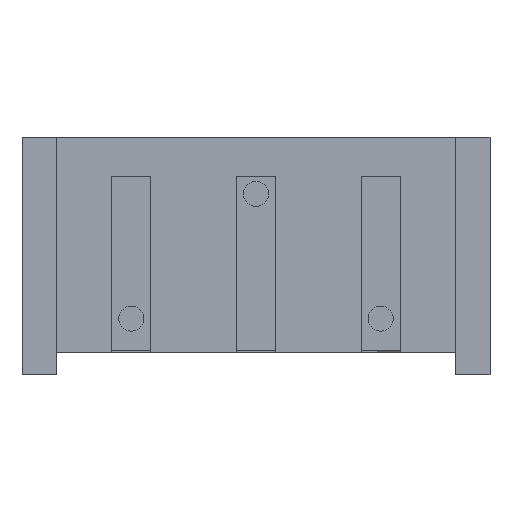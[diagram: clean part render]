
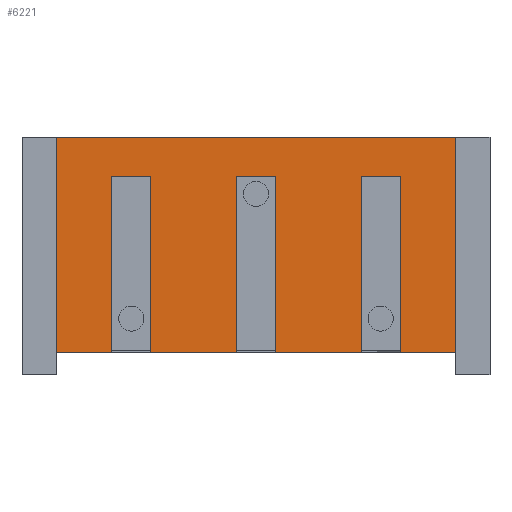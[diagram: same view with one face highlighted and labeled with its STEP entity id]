
A CAD part, front view. The second image highlights one B-rep face of the part: STEP entity #6221.
In plain terms, the highlighted planar face has unit normal (0, -1, 0).
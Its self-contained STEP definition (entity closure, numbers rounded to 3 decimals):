
#385 = CARTESIAN_POINT ( 'NONE',  ( 4.765, 0.7, 2.415 ) ) ;
#440 = VECTOR ( 'NONE', #18502, 1000. ) ;
#444 = LINE ( 'NONE', #12236, #15465 ) ;
#446 = PLANE ( 'NONE',  #13826 ) ;
#513 = DIRECTION ( 'NONE',  ( 0., 0., 1. ) ) ;
#618 = VERTEX_POINT ( 'NONE', #16704 ) ;
#628 = VERTEX_POINT ( 'NONE', #17859 ) ;
#846 = CARTESIAN_POINT ( 'NONE',  ( 2.94, 0.7, -1.955 ) ) ;
#1088 = EDGE_CURVE ( 'NONE', #4509, #16780, #15462, .T. ) ;
#1179 = VERTEX_POINT ( 'NONE', #6614 ) ;
#1201 = VECTOR ( 'NONE', #6707, 1000. ) ;
#1369 = VECTOR ( 'NONE', #11911, 1000. ) ;
#1447 = VECTOR ( 'NONE', #17750, 1000. ) ;
#1591 = CARTESIAN_POINT ( 'NONE',  ( 2.14, 0.7, 2.415 ) ) ;
#1676 = CARTESIAN_POINT ( 'NONE',  ( 4.065, 0.7, 1.615 ) ) ;
#1724 = LINE ( 'NONE', #2946, #9510 ) ;
#1729 = CARTESIAN_POINT ( 'NONE',  ( -4.065, 0.7, -1.955 ) ) ;
#1775 = LINE ( 'NONE', #2622, #5683 ) ;
#1838 = DIRECTION ( 'NONE',  ( 1., 0., 0. ) ) ;
#1912 = CARTESIAN_POINT ( 'NONE',  ( -2.14, 0.7, 2.415 ) ) ;
#1952 = ORIENTED_EDGE ( 'NONE', *, *, #13002, .F. ) ;
#2525 = EDGE_CURVE ( 'NONE', #17111, #16955, #12959, .T. ) ;
#2529 = EDGE_CURVE ( 'NONE', #9033, #14540, #5708, .T. ) ;
#2622 = CARTESIAN_POINT ( 'NONE',  ( 0., 0.7, -1.955 ) ) ;
#2638 = VECTOR ( 'NONE', #4749, 1000. ) ;
#2946 = CARTESIAN_POINT ( 'NONE',  ( 4.065, 0.7, 2.415 ) ) ;
#3205 = VERTEX_POINT ( 'NONE', #18638 ) ;
#3354 = EDGE_CURVE ( 'NONE', #618, #13187, #18130, .T. ) ;
#3492 = CARTESIAN_POINT ( 'NONE',  ( 4.065, 0.7, 2.415 ) ) ;
#3511 = EDGE_CURVE ( 'NONE', #3545, #5859, #8794, .T. ) ;
#3545 = VERTEX_POINT ( 'NONE', #846 ) ;
#3795 = CARTESIAN_POINT ( 'NONE',  ( 2.14, 0.7, -1.955 ) ) ;
#3821 = CARTESIAN_POINT ( 'NONE',  ( 0.4, 0.7, 2.415 ) ) ;
#4071 = ORIENTED_EDGE ( 'NONE', *, *, #7384, .T. ) ;
#4230 = EDGE_CURVE ( 'NONE', #3545, #618, #16198, .T. ) ;
#4509 = VERTEX_POINT ( 'NONE', #10611 ) ;
#4749 = DIRECTION ( 'NONE',  ( -1., 0., 0. ) ) ;
#4900 = VECTOR ( 'NONE', #6539, 1000. ) ;
#5195 = CARTESIAN_POINT ( 'NONE',  ( 4.065, 0.7, 1.615 ) ) ;
#5321 = LINE ( 'NONE', #13345, #1447 ) ;
#5431 = ORIENTED_EDGE ( 'NONE', *, *, #4230, .F. ) ;
#5452 = LINE ( 'NONE', #3821, #12702 ) ;
#5683 = VECTOR ( 'NONE', #7087, 1000. ) ;
#5708 = LINE ( 'NONE', #13501, #1369 ) ;
#5747 = ORIENTED_EDGE ( 'NONE', *, *, #10670, .F. ) ;
#5859 = VERTEX_POINT ( 'NONE', #13904 ) ;
#5930 = VECTOR ( 'NONE', #9026, 1000. ) ;
#5942 = CARTESIAN_POINT ( 'NONE',  ( -0.4, 0.7, 1.615 ) ) ;
#6221 = ADVANCED_FACE ( 'NONE', ( #13913 ), #446, .F. ) ;
#6418 = ORIENTED_EDGE ( 'NONE', *, *, #10019, .F. ) ;
#6539 = DIRECTION ( 'NONE',  ( 1., 0., 0. ) ) ;
#6563 = LINE ( 'NONE', #17497, #14277 ) ;
#6606 = DIRECTION ( 'NONE',  ( 0., 0., -1. ) ) ;
#6614 = CARTESIAN_POINT ( 'NONE',  ( -2.94, 0.7, -1.955 ) ) ;
#6643 = DIRECTION ( 'NONE',  ( 0., 0., 1. ) ) ;
#6666 = VECTOR ( 'NONE', #16284, 1000. ) ;
#6707 = DIRECTION ( 'NONE',  ( 0., 0., 1. ) ) ;
#6973 = ORIENTED_EDGE ( 'NONE', *, *, #16894, .F. ) ;
#7087 = DIRECTION ( 'NONE',  ( 1., 0., 0. ) ) ;
#7283 = ORIENTED_EDGE ( 'NONE', *, *, #9506, .F. ) ;
#7384 = EDGE_CURVE ( 'NONE', #12754, #1179, #1775, .T. ) ;
#7534 = DIRECTION ( 'NONE',  ( 0., 0., -1. ) ) ;
#7618 = EDGE_CURVE ( 'NONE', #12754, #17111, #5321, .T. ) ;
#7676 = CARTESIAN_POINT ( 'NONE',  ( -2.14, 0.7, 1.615 ) ) ;
#8352 = LINE ( 'NONE', #16236, #16054 ) ;
#8410 = LINE ( 'NONE', #1591, #16108 ) ;
#8794 = LINE ( 'NONE', #16712, #4900 ) ;
#8795 = DIRECTION ( 'NONE',  ( -1., 0., 0. ) ) ;
#9026 = DIRECTION ( 'NONE',  ( -1., 0., 0. ) ) ;
#9033 = VERTEX_POINT ( 'NONE', #3795 ) ;
#9128 = VECTOR ( 'NONE', #1838, 1000. ) ;
#9272 = DIRECTION ( 'NONE',  ( 0., 1., 0. ) ) ;
#9506 = EDGE_CURVE ( 'NONE', #16780, #3205, #444, .T. ) ;
#9510 = VECTOR ( 'NONE', #13120, 1000. ) ;
#9693 = ORIENTED_EDGE ( 'NONE', *, *, #12740, .F. ) ;
#9817 = LINE ( 'NONE', #1676, #5930 ) ;
#10019 = EDGE_CURVE ( 'NONE', #3205, #12769, #6563, .T. ) ;
#10188 = ORIENTED_EDGE ( 'NONE', *, *, #1088, .F. ) ;
#10611 = CARTESIAN_POINT ( 'NONE',  ( 0.4, 0.7, 1.615 ) ) ;
#10670 = EDGE_CURVE ( 'NONE', #628, #1179, #8352, .T. ) ;
#11514 = EDGE_LOOP ( 'NONE', ( #18330, #12809, #13388, #5431, #14909, #16688, #11591, #14825, #4071, #5747, #9693, #6973, #6418, #7283, #10188, #1952 ) ) ;
#11591 = ORIENTED_EDGE ( 'NONE', *, *, #2525, .F. ) ;
#11911 = DIRECTION ( 'NONE',  ( -1., 0., 0. ) ) ;
#11923 = CARTESIAN_POINT ( 'NONE',  ( -2.14, 0.7, -1.955 ) ) ;
#11996 = CARTESIAN_POINT ( 'NONE',  ( 4.065, 0.7, 1.615 ) ) ;
#12236 = CARTESIAN_POINT ( 'NONE',  ( -0.4, 0.7, 2.415 ) ) ;
#12702 = VECTOR ( 'NONE', #6643, 1000. ) ;
#12740 = EDGE_CURVE ( 'NONE', #18748, #628, #9817, .T. ) ;
#12754 = VERTEX_POINT ( 'NONE', #1729 ) ;
#12769 = VERTEX_POINT ( 'NONE', #11923 ) ;
#12809 = ORIENTED_EDGE ( 'NONE', *, *, #13269, .F. ) ;
#12959 = LINE ( 'NONE', #385, #9128 ) ;
#13002 = EDGE_CURVE ( 'NONE', #14540, #4509, #5452, .T. ) ;
#13120 = DIRECTION ( 'NONE',  ( 0., 0., -1. ) ) ;
#13187 = VERTEX_POINT ( 'NONE', #18802 ) ;
#13269 = EDGE_CURVE ( 'NONE', #13187, #9033, #8410, .T. ) ;
#13345 = CARTESIAN_POINT ( 'NONE',  ( -4.065, 0.7, 2.415 ) ) ;
#13388 = ORIENTED_EDGE ( 'NONE', *, *, #3354, .F. ) ;
#13501 = CARTESIAN_POINT ( 'NONE',  ( 4.065, 0.7, -1.955 ) ) ;
#13797 = EDGE_CURVE ( 'NONE', #16955, #5859, #1724, .T. ) ;
#13826 = AXIS2_PLACEMENT_3D ( 'NONE', #17956, #9272, #513 ) ;
#13904 = CARTESIAN_POINT ( 'NONE',  ( 4.065, 0.7, -1.955 ) ) ;
#13913 = FACE_OUTER_BOUND ( 'NONE', #11514, .T. ) ;
#14277 = VECTOR ( 'NONE', #8795, 1000. ) ;
#14383 = LINE ( 'NONE', #1912, #6666 ) ;
#14540 = VERTEX_POINT ( 'NONE', #15141 ) ;
#14562 = DIRECTION ( 'NONE',  ( 0., 0., -1. ) ) ;
#14825 = ORIENTED_EDGE ( 'NONE', *, *, #7618, .F. ) ;
#14909 = ORIENTED_EDGE ( 'NONE', *, *, #3511, .T. ) ;
#15141 = CARTESIAN_POINT ( 'NONE',  ( 0.4, 0.7, -1.955 ) ) ;
#15462 = LINE ( 'NONE', #5195, #440 ) ;
#15465 = VECTOR ( 'NONE', #6606, 1000. ) ;
#16054 = VECTOR ( 'NONE', #7534, 1000. ) ;
#16108 = VECTOR ( 'NONE', #14562, 1000. ) ;
#16198 = LINE ( 'NONE', #16875, #1201 ) ;
#16236 = CARTESIAN_POINT ( 'NONE',  ( -2.94, 0.7, 2.415 ) ) ;
#16284 = DIRECTION ( 'NONE',  ( 0., 0., 1. ) ) ;
#16688 = ORIENTED_EDGE ( 'NONE', *, *, #13797, .F. ) ;
#16704 = CARTESIAN_POINT ( 'NONE',  ( 2.94, 0.7, 1.615 ) ) ;
#16712 = CARTESIAN_POINT ( 'NONE',  ( 0., 0.7, -1.955 ) ) ;
#16780 = VERTEX_POINT ( 'NONE', #5942 ) ;
#16875 = CARTESIAN_POINT ( 'NONE',  ( 2.94, 0.7, 2.415 ) ) ;
#16894 = EDGE_CURVE ( 'NONE', #12769, #18748, #14383, .T. ) ;
#16955 = VERTEX_POINT ( 'NONE', #3492 ) ;
#17111 = VERTEX_POINT ( 'NONE', #17979 ) ;
#17497 = CARTESIAN_POINT ( 'NONE',  ( 4.065, 0.7, -1.955 ) ) ;
#17750 = DIRECTION ( 'NONE',  ( 0., 0., 1. ) ) ;
#17859 = CARTESIAN_POINT ( 'NONE',  ( -2.94, 0.7, 1.615 ) ) ;
#17956 = CARTESIAN_POINT ( 'NONE',  ( 4.065, 0.7, 2.415 ) ) ;
#17979 = CARTESIAN_POINT ( 'NONE',  ( -4.065, 0.7, 2.415 ) ) ;
#18130 = LINE ( 'NONE', #11996, #2638 ) ;
#18330 = ORIENTED_EDGE ( 'NONE', *, *, #2529, .F. ) ;
#18502 = DIRECTION ( 'NONE',  ( -1., 0., 0. ) ) ;
#18638 = CARTESIAN_POINT ( 'NONE',  ( -0.4, 0.7, -1.955 ) ) ;
#18748 = VERTEX_POINT ( 'NONE', #7676 ) ;
#18802 = CARTESIAN_POINT ( 'NONE',  ( 2.14, 0.7, 1.615 ) ) ;
